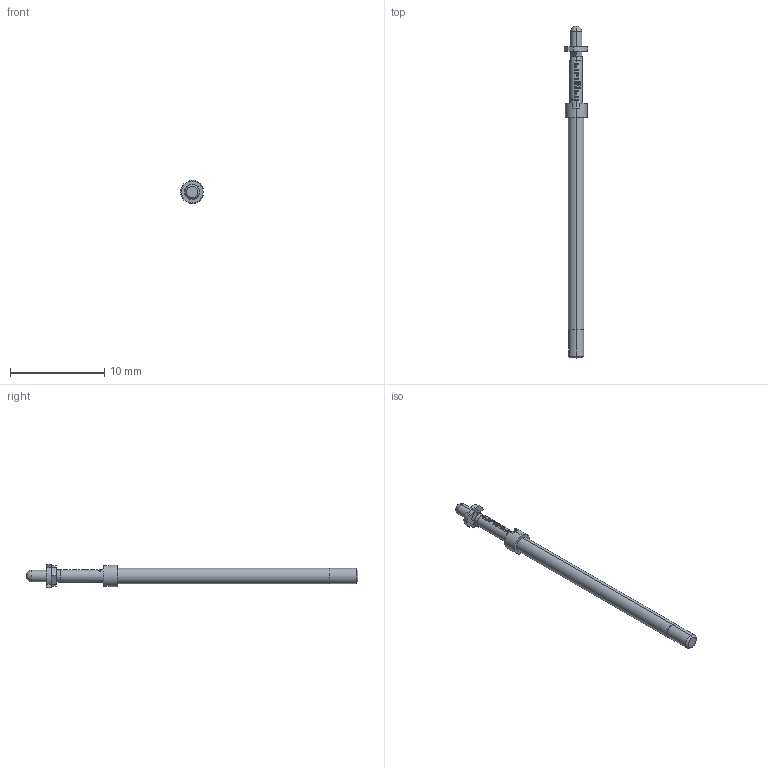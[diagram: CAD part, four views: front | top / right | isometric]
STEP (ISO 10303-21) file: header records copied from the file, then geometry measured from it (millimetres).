
FILE_DESCRIPTION (( 'STEP AP203' ), '1' );
FILE_NAME ('INGUN_T-912_305_120_220_250Axx02M.STEP', '2022-02-09T08:37:49', ( 'ochi' ), ( '' ), 'SwSTEP 2.0', 'SolidWorks 2018', '' );
FILE_SCHEMA (( 'CONFIG_CONTROL_DESIGN' ));
Length unit declared in the file: millimetre
Products named in the file (1): INGUN_T-912_305_120_220_250Axx02M
Bounding box: 2.45 x 35.2 x 2.5 mm (x, y, z)
Volume: 71.6 mm3; surface area: 193.2 mm2
Topology: 1 solids, 1 shells, 133 faces, 375 edges, 246 vertices
Faces by surface type: plane 75, cylinder 27, bspline 22, cone 7, sphere 2
Entity records: 4641 total; most frequent: CARTESIAN_POINT 1281, ORIENTED_EDGE 742, DIRECTION 618, EDGE_CURVE 371, VERTEX_POINT 244, AXIS2_PLACEMENT_3D 225, VECTOR 168, LINE 168
